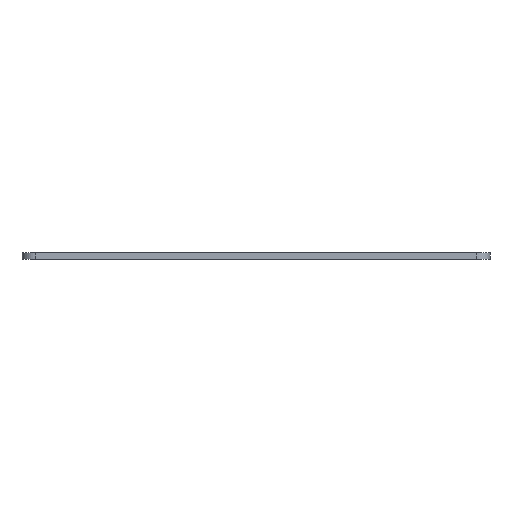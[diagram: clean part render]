
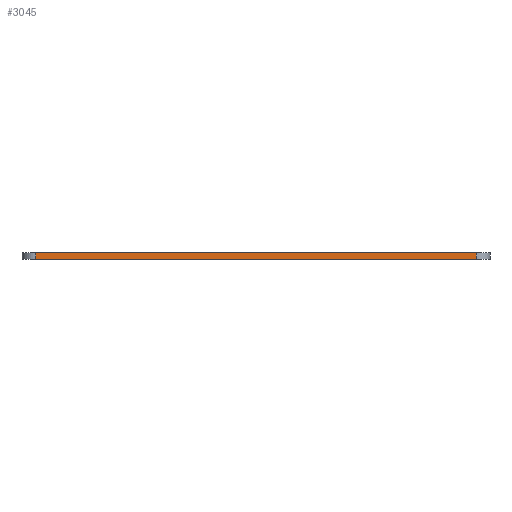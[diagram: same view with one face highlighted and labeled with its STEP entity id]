
A CAD part, front view. The second image highlights one B-rep face of the part: STEP entity #3045.
In plain terms, the highlighted planar face has unit normal (0, -1, 0).
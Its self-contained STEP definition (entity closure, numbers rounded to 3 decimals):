
#133=PLANE('',#3353);
#283=FACE_OUTER_BOUND('',#475,.T.);
#475=EDGE_LOOP('',(#2817,#2818,#2819,#2820));
#484=LINE('',#4267,#780);
#566=LINE('',#4569,#862);
#567=LINE('',#4573,#863);
#639=LINE('',#4854,#935);
#780=VECTOR('',#3378,10.);
#862=VECTOR('',#3612,10.);
#863=VECTOR('',#3617,10.);
#935=VECTOR('',#3835,10.);
#1222=VERTEX_POINT('',#4264);
#1223=VERTEX_POINT('',#4266);
#1367=VERTEX_POINT('',#4568);
#1368=VERTEX_POINT('',#4572);
#1516=EDGE_CURVE('',#1222,#1223,#484,.T.);
#1667=EDGE_CURVE('',#1223,#1367,#566,.T.);
#1669=EDGE_CURVE('',#1367,#1368,#567,.T.);
#1811=EDGE_CURVE('',#1368,#1222,#639,.T.);
#2817=ORIENTED_EDGE('',*,*,#1667,.F.);
#2818=ORIENTED_EDGE('',*,*,#1516,.F.);
#2819=ORIENTED_EDGE('',*,*,#1811,.F.);
#2820=ORIENTED_EDGE('',*,*,#1669,.F.);
#3045=ADVANCED_FACE('',(#283),#133,.T.);
#3353=AXIS2_PLACEMENT_3D('',#5122,#4237,#4238);
#3378=DIRECTION('',(1.,0.,0.));
#3612=DIRECTION('',(0.,0.,-1.));
#3617=DIRECTION('',(-1.,0.,0.));
#3835=DIRECTION('',(0.,0.,1.));
#4237=DIRECTION('center_axis',(0.,-1.,0.));
#4238=DIRECTION('ref_axis',(1.,0.,0.));
#4264=CARTESIAN_POINT('',(-9.4,-88.69,1.5));
#4266=CARTESIAN_POINT('',(85.6,-88.69,1.5));
#4267=CARTESIAN_POINT('',(88.6,-88.69,1.5));
#4568=CARTESIAN_POINT('',(85.6,-88.69,0.));
#4569=CARTESIAN_POINT('',(85.6,-88.69,0.));
#4572=CARTESIAN_POINT('',(-9.4,-88.69,0.));
#4573=CARTESIAN_POINT('',(88.6,-88.69,0.));
#4854=CARTESIAN_POINT('',(-9.4,-88.69,0.));
#5122=CARTESIAN_POINT('Origin',(-12.4,-88.69,0.));
